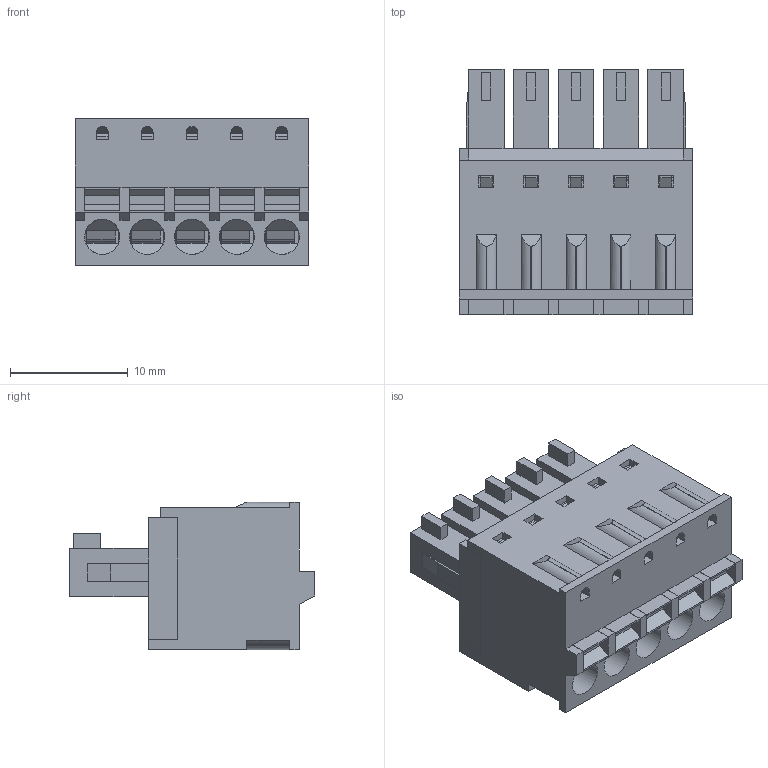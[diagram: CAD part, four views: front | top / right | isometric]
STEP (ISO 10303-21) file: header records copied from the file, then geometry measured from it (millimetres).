
FILE_DESCRIPTION( ( 'Unknown' ), '1' );
FILE_NAME( '691368300005B.stp', 'Unknown', ( 'Unknown' ), ( 'Unknown' ), 'PSStep 19.0.9', 'Unknown', ' ' );
FILE_SCHEMA( ( 'AUTOMOTIVE_DESIGN { 1 0 10303 214 1 1 1 1 }' ) );
Length unit declared in the file: millimetre
Products named in the file (6): Assem1; 6913683000xxB_BOUTON; 6913683000xxB_PIN; 6913683000xxB_LANGUETTE; 691368300005B; 691368300005B_BACK
Assembly tree (17 placements, depth 2):
  Assem1
    6913683000xxB_BOUTON  x5
    6913683000xxB_PIN  x5
    6913683000xxB_LANGUETTE  x5
    691368300005B
    691368300005B_BACK
Bounding box: 19.85 x 20.8 x 12.5 mm (x, y, z)
Volume: 2096.8 mm3; surface area: 6524.6 mm2
Topology: 17 solids, 17 shells, 1472 faces, 4109 edges, 2656 vertices
Faces by surface type: plane 1252, cylinder 220
Full cylindrical faces by diameter (mm): 1 x5, 3 x5
Entity records: 36863 total; most frequent: CARTESIAN_POINT 5339, ORIENTED_EDGE 5170, DIRECTION 4661, EDGE_CURVE 2585, LINE 2373, VECTOR 2373, VERTEX_POINT 1662, AXIS2_PLACEMENT_3D 1144
